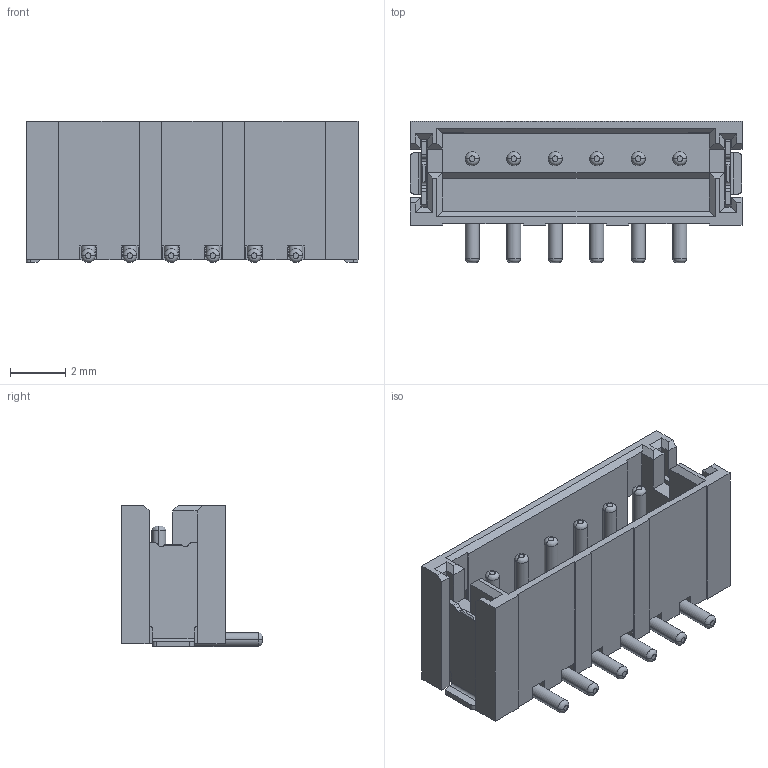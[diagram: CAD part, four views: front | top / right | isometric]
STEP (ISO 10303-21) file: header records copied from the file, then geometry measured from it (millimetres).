
FILE_DESCRIPTION(('CoCreate Modeling STEP Export'),'2;1');
FILE_NAME('ZH1.5WTB-6P立贴3D成品图.stp','2022-10-13T23:01:03',(''),(''),'CoCreate Modeling STEP processor for AP214 (Solid Model)','CoCreate Modeling 16.00 13-May-2008 (C) Parametric Technology GmbH','');
FILE_SCHEMA(('AUTOMOTIVE_DESIGN { 1 0 10303 214 1 1 1 1 }'));
Length unit declared in the file: millimetre
Products named in the file (2): 6Pin
Assembly tree (1 placements, depth 2):
  6Pin
    6Pin
Bounding box: 12 x 5.1 x 5.1 mm (x, y, z)
Volume: 122.7 mm3; surface area: 463.8 mm2
Topology: 1 solids, 1 shells, 273 faces, 743 edges, 476 vertices
Faces by surface type: plane 171, cylinder 66, torus 36
Entity records: 8931 total; most frequent: CARTESIAN_POINT 2220, ORIENTED_EDGE 1486, DIRECTION 1241, EDGE_CURVE 743, VECTOR 513, LINE 513, VERTEX_POINT 476, AXIS2_PLACEMENT_3D 364
